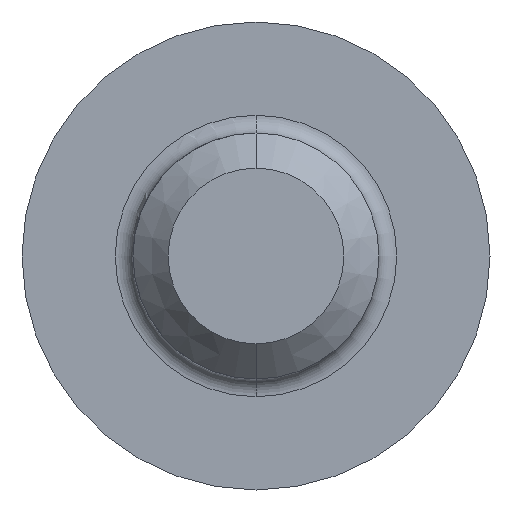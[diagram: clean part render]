
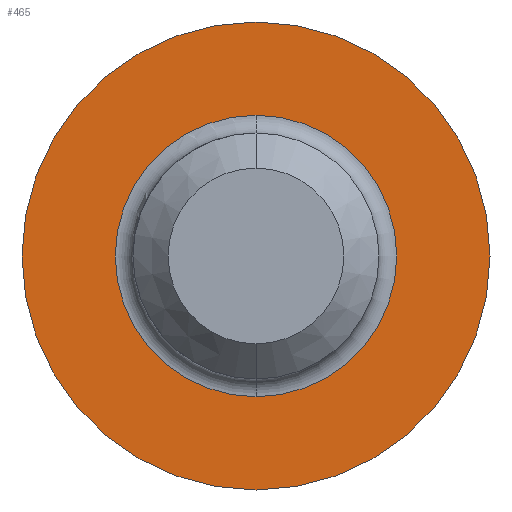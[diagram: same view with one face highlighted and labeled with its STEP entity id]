
A CAD part, front view. The second image highlights one B-rep face of the part: STEP entity #465.
In plain terms, the highlighted planar face has unit normal (0, -1, 0).
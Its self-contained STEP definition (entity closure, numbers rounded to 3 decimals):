
#31 = CARTESIAN_POINT ( 'NONE',  ( 0., 0., -2.383 ) ) ;
#42 = DIRECTION ( 'NONE',  ( 0., 0., -1. ) ) ;
#89 = DIRECTION ( 'NONE',  ( 0., 0., -1. ) ) ;
#118 = DIRECTION ( 'NONE',  ( 0., -1., 0. ) ) ;
#127 = ORIENTED_EDGE ( 'NONE', *, *, #719, .T. ) ;
#174 = CIRCLE ( 'NONE', #233, 2.383 ) ;
#233 = AXIS2_PLACEMENT_3D ( 'NONE', #286, #705, #592 ) ;
#244 = VERTEX_POINT ( 'NONE', #843 ) ;
#270 = CARTESIAN_POINT ( 'NONE',  ( 0., 0., 0. ) ) ;
#271 = AXIS2_PLACEMENT_3D ( 'NONE', #1193, #1290, #89 ) ;
#281 = PLANE ( 'NONE',  #271 ) ;
#286 = CARTESIAN_POINT ( 'NONE',  ( 0., 0., 0. ) ) ;
#306 = CARTESIAN_POINT ( 'NONE',  ( 0., 0., -3.962 ) ) ;
#417 = EDGE_CURVE ( 'NONE', #798, #604, #713, .T. ) ;
#430 = CARTESIAN_POINT ( 'NONE',  ( 0., 0., 0. ) ) ;
#465 = ADVANCED_FACE ( 'NONE', ( #466, #480 ), #281, .T. ) ;
#466 = FACE_BOUND ( 'NONE', #644, .T. ) ;
#480 = FACE_OUTER_BOUND ( 'NONE', #1076, .T. ) ;
#494 = AXIS2_PLACEMENT_3D ( 'NONE', #609, #1037, #42 ) ;
#562 = DIRECTION ( 'NONE',  ( 0., 0., -1. ) ) ;
#592 = DIRECTION ( 'NONE',  ( 0., 0., -1. ) ) ;
#604 = VERTEX_POINT ( 'NONE', #306 ) ;
#609 = CARTESIAN_POINT ( 'NONE',  ( 0., 0., 0. ) ) ;
#624 = ORIENTED_EDGE ( 'NONE', *, *, #1056, .F. ) ;
#635 = CARTESIAN_POINT ( 'NONE',  ( 0., 0., 3.962 ) ) ;
#644 = EDGE_LOOP ( 'NONE', ( #624, #1305 ) ) ;
#661 = DIRECTION ( 'NONE',  ( 0., -1., 0. ) ) ;
#701 = EDGE_CURVE ( 'NONE', #244, #755, #1166, .T. ) ;
#705 = DIRECTION ( 'NONE',  ( 0., -1., 0. ) ) ;
#713 = CIRCLE ( 'NONE', #1213, 3.962 ) ;
#719 = EDGE_CURVE ( 'NONE', #604, #798, #1268, .T. ) ;
#755 = VERTEX_POINT ( 'NONE', #31 ) ;
#798 = VERTEX_POINT ( 'NONE', #635 ) ;
#843 = CARTESIAN_POINT ( 'NONE',  ( 0., 0., 2.383 ) ) ;
#938 = DIRECTION ( 'NONE',  ( 0., 0., -1. ) ) ;
#1037 = DIRECTION ( 'NONE',  ( 0., -1., 0. ) ) ;
#1056 = EDGE_CURVE ( 'NONE', #755, #244, #174, .T. ) ;
#1076 = EDGE_LOOP ( 'NONE', ( #127, #1286 ) ) ;
#1166 = CIRCLE ( 'NONE', #1175, 2.383 ) ;
#1175 = AXIS2_PLACEMENT_3D ( 'NONE', #430, #118, #938 ) ;
#1193 = CARTESIAN_POINT ( 'NONE',  ( 0., 0., 0. ) ) ;
#1213 = AXIS2_PLACEMENT_3D ( 'NONE', #270, #661, #562 ) ;
#1268 = CIRCLE ( 'NONE', #494, 3.962 ) ;
#1286 = ORIENTED_EDGE ( 'NONE', *, *, #417, .T. ) ;
#1290 = DIRECTION ( 'NONE',  ( 0., -1., 0. ) ) ;
#1305 = ORIENTED_EDGE ( 'NONE', *, *, #701, .F. ) ;
